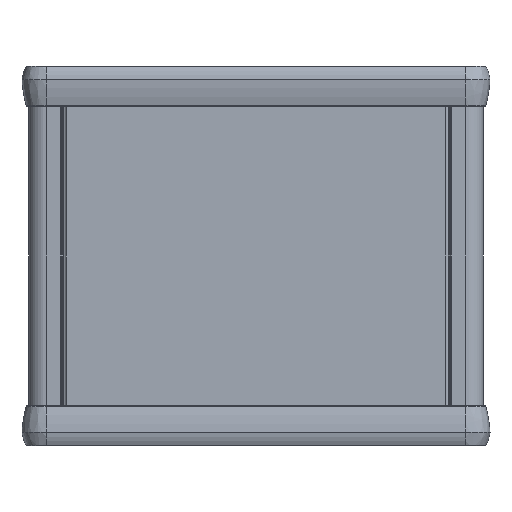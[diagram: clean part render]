
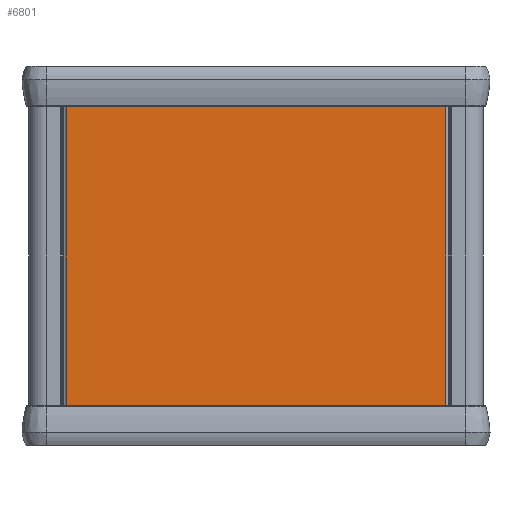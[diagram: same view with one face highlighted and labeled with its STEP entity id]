
A CAD part, front view. The second image highlights one B-rep face of the part: STEP entity #6801.
In plain terms, the highlighted planar face has unit normal (0, -1, 0).
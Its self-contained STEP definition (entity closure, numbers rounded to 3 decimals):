
#229=PLANE('',#7611);
#507=FACE_OUTER_BOUND('',#871,.T.);
#871=EDGE_LOOP('',(#5672,#5673,#5674,#5675));
#1389=LINE('',#11463,#1948);
#1417=LINE('',#11540,#1976);
#1418=LINE('',#11543,#1977);
#1419=LINE('',#11544,#1978);
#1948=VECTOR('',#9293,10.);
#1976=VECTOR('',#9377,10.);
#1977=VECTOR('',#9380,10.);
#1978=VECTOR('',#9381,10.);
#3046=VERTEX_POINT('',#11460);
#3047=VERTEX_POINT('',#11462);
#3068=VERTEX_POINT('',#11538);
#3069=VERTEX_POINT('',#11542);
#3935=EDGE_CURVE('',#3047,#3046,#1389,.T.);
#3974=EDGE_CURVE('',#3068,#3046,#1417,.T.);
#3975=EDGE_CURVE('',#3068,#3069,#1418,.T.);
#3976=EDGE_CURVE('',#3069,#3047,#1419,.T.);
#5672=ORIENTED_EDGE('',*,*,#3975,.T.);
#5673=ORIENTED_EDGE('',*,*,#3976,.T.);
#5674=ORIENTED_EDGE('',*,*,#3935,.T.);
#5675=ORIENTED_EDGE('',*,*,#3974,.F.);
#6801=ADVANCED_FACE('',(#507),#229,.T.);
#7611=AXIS2_PLACEMENT_3D('',#11541,#9378,#9379);
#9293=DIRECTION('',(1.,0.,0.));
#9377=DIRECTION('',(0.,0.,-1.));
#9378=DIRECTION('center_axis',(0.,-1.,0.));
#9379=DIRECTION('ref_axis',(0.,0.,-1.));
#9380=DIRECTION('',(-1.,0.,0.));
#9381=DIRECTION('',(0.,0.,-1.));
#11460=CARTESIAN_POINT('',(43.015,0.,-40.));
#11462=CARTESIAN_POINT('',(-43.015,0.,-40.));
#11463=CARTESIAN_POINT('',(43.015,0.,-40.));
#11538=CARTESIAN_POINT('',(43.015,0.,40.));
#11540=CARTESIAN_POINT('',(43.015,0.,0.));
#11541=CARTESIAN_POINT('Origin',(43.015,0.,0.));
#11542=CARTESIAN_POINT('',(-43.015,0.,40.));
#11543=CARTESIAN_POINT('',(43.015,0.,40.));
#11544=CARTESIAN_POINT('',(-43.015,0.,0.));
